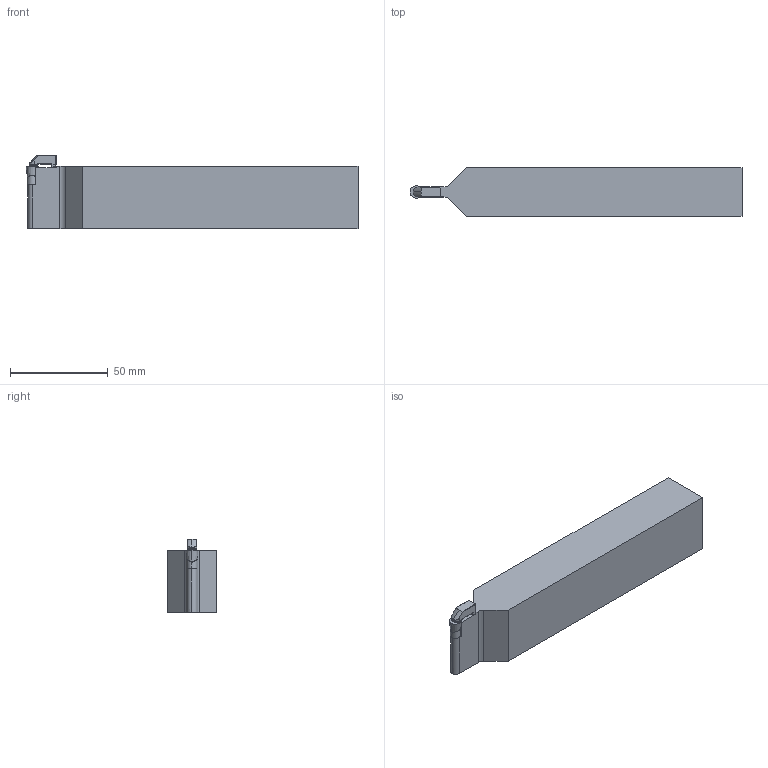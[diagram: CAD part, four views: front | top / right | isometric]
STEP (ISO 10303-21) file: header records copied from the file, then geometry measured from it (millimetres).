
FILE_DESCRIPTION (( 'STEP AP214' ), '1' );
FILE_NAME ('CRDCN-3225-P06CV-LIGHT.STP', '2023-10-25T17:16:06', ( '' ), ( '' ), 'SwSTEP 2.0', 'SolidWorks 2018', '' );
FILE_SCHEMA (( 'AUTOMOTIVE_DESIGN' ));
Length unit declared in the file: millimetre
Products named in the file (1): CRDCN-3225-P06CV-LIGHT
Bounding box: 170 x 25 x 37.5 mm (x, y, z)
Volume: 120790.9 mm3; surface area: 19985.4 mm2
Topology: 2 solids, 3 shells, 155 faces, 392 edges, 240 vertices
Faces by surface type: plane 80, cylinder 54, cone 17, torus 2, bspline 2
Entity records: 6864 total; most frequent: CARTESIAN_POINT 1459, ORIENTED_EDGE 780, DIRECTION 750, EDGE_CURVE 390, AXIS2_PLACEMENT_3D 263, VERTEX_POINT 240, LINE 224, VECTOR 224
